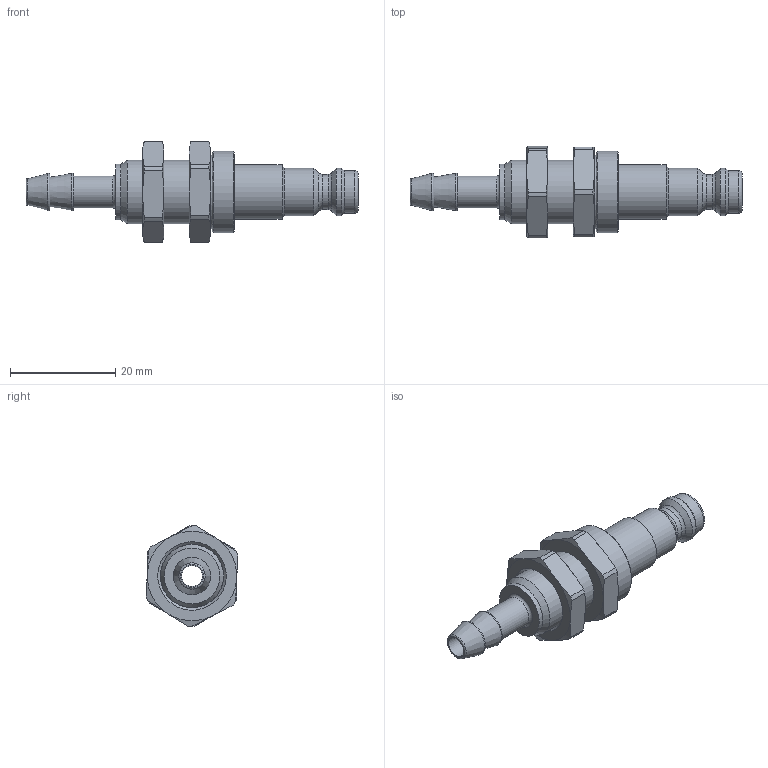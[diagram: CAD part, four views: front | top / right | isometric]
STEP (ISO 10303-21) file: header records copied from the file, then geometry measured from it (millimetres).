
FILE_DESCRIPTION((''),'2;1');
FILE_NAME('21SFTS06MXX0.stp','2015-01-13T09:50:06',('SSC01480'),(''),'Autodesk Inventor 2013','Autodesk Inventor 2013','');
FILE_SCHEMA(('AUTOMOTIVE_DESIGN { 1 0 10303 214 1 1 1 1 }'));
Length unit declared in the file: millimetre
Products named in the file (4): D113123; D113124; D113125; D104664
Assembly tree (3 placements, depth 2):
  D113123
    D113124
    D113125
    D104664
Bounding box: 63 x 17.41 x 19.15 mm (x, y, z)
Volume: 4905.2 mm3; surface area: 4390.9 mm2
Topology: 3 solids, 3 shells, 96 faces, 202 edges, 118 vertices
Faces by surface type: cone 38, cylinder 27, plane 24, torus 7
Full cylindrical faces by diameter (mm): 4 x1, 4.95 x1, 6.05 x1, 6.65 x1, 8.1 x1, 9 x2, 10.4 x1, 10.6 x1, 12 x2, 13.85 x1, 14 x1, 14.05 x1, 15.5 x1
Entity records: 2450 total; most frequent: CARTESIAN_POINT 483, DIRECTION 418, ORIENTED_EDGE 332, AXIS2_PLACEMENT_3D 197, EDGE_CURVE 166, EDGE_LOOP 144, VERTEX_POINT 118, FACE_OUTER_BOUND 96
